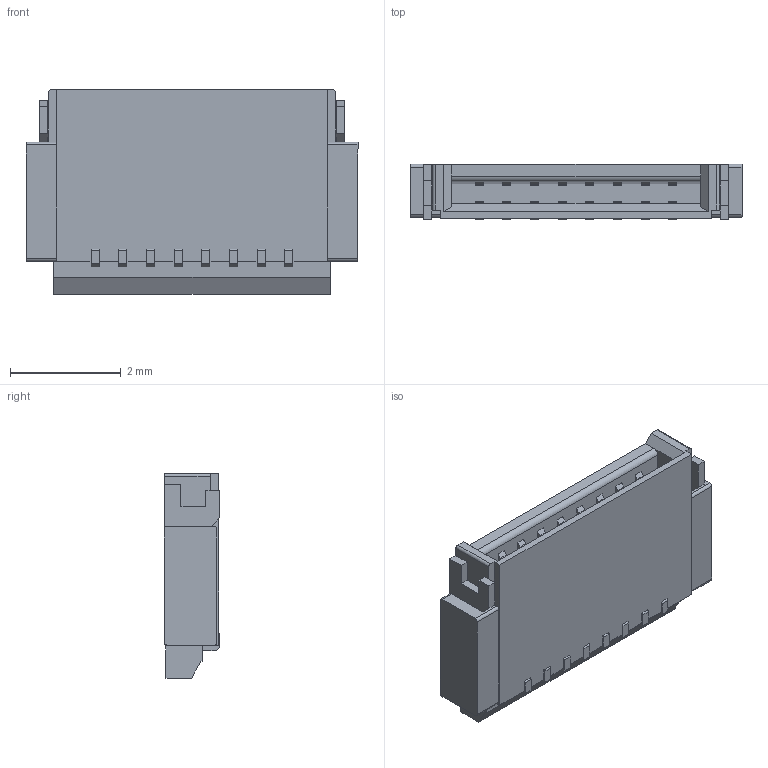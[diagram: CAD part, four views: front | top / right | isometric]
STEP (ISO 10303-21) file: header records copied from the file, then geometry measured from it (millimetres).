
FILE_DESCRIPTION (( 'STEP AP214' ), '1' );
FILE_NAME ('ayf530835-closed.step', '2012-03-21T00:51:18', ( '' ), ( '(C)Panasonic Corporation 2012' ), '', '', '' );
FILE_SCHEMA (( 'AUTOMOTIVE_DESIGN' ));
Length unit declared in the file: millimetre
Products named in the file (1): ayf530835-closed
Bounding box: 6 x 1 x 3.7 mm (x, y, z)
Volume: 16.1 mm3; surface area: 82.7 mm2
Topology: 1 solids, 1 shells, 259 faces, 729 edges, 484 vertices
Faces by surface type: plane 196, cylinder 63
Entity records: 8345 total; most frequent: CARTESIAN_POINT 1473, ORIENTED_EDGE 1458, DIRECTION 1377, EDGE_CURVE 729, LINE 601, VECTOR 601, VERTEX_POINT 484, AXIS2_PLACEMENT_3D 388
